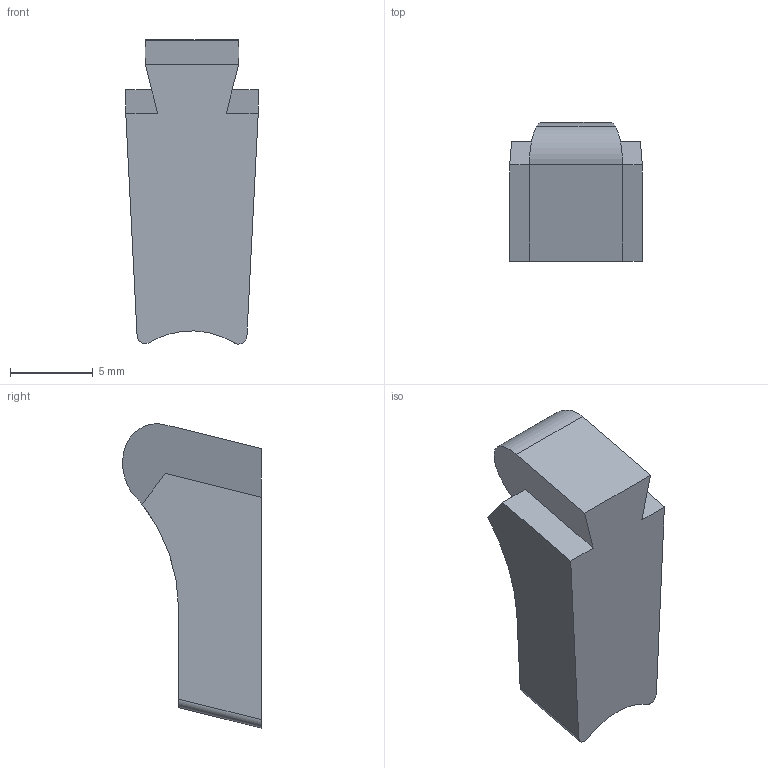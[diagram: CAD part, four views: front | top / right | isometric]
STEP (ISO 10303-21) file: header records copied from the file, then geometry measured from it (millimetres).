
FILE_DESCRIPTION(/* description */ ('baseBody_CZ82'),/* implementation_level */ '2;1');
FILE_NAME(/* name */ 'CZ82_speedLoader_plunger',/* time_stamp */ '2023-09-18T17:37:05-04:00',/* author */ ('George'),/* organization */ ('Archive 663'),/* preprocessor_version */ 'ST-DEVELOPER v16.7',/* originating_system */ 'Solid Edge',/* authorisation */ 'Unknown');
FILE_SCHEMA (('AUTOMOTIVE_DESIGN {1 0 10303 214 3 1 1}'));
Length unit declared in the file: millimetre
Products named in the file (1): CZ82_speedLoader_plunger
Bounding box: 8 x 8.37 x 18.37 mm (x, y, z)
Volume: 672.3 mm3; surface area: 540.6 mm2
Topology: 1 solids, 1 shells, 17 faces, 45 edges, 30 vertices
Faces by surface type: plane 11, cylinder 5, bspline 1
Entity records: 572 total; most frequent: CARTESIAN_POINT 112, ORIENTED_EDGE 90, DIRECTION 89, EDGE_CURVE 45, LINE 31, VECTOR 31, VERTEX_POINT 30, AXIS2_PLACEMENT_3D 29
